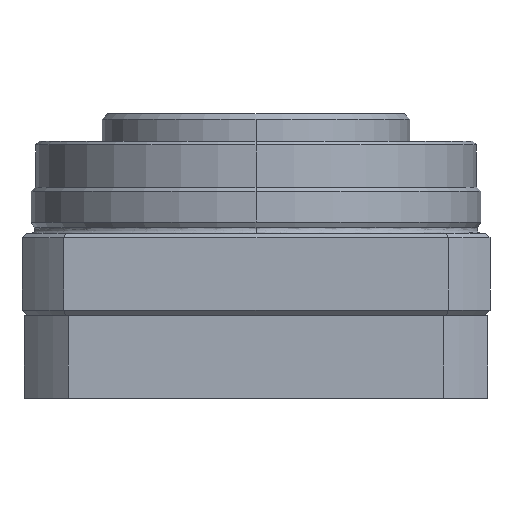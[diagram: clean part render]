
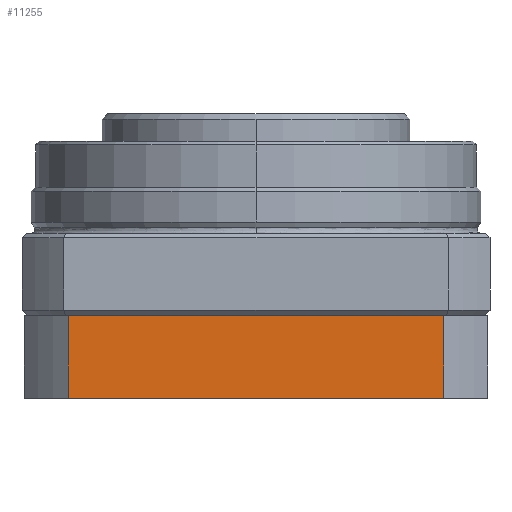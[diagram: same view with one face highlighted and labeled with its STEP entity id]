
A CAD part, left-side view. The second image highlights one B-rep face of the part: STEP entity #11255.
In plain terms, the highlighted planar face has unit normal (-1, 0, 0).
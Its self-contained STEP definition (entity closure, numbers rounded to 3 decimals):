
#1099 = DIRECTION ( 'NONE',  ( 0., 0., 1. ) ) ;
#2245 = CARTESIAN_POINT ( 'NONE',  ( -25.25, -20.462, 2.8 ) ) ;
#2306 = LINE ( 'NONE', #24076, #12950 ) ;
#3227 = CARTESIAN_POINT ( 'NONE',  ( -25.25, -20.462, -6.2 ) ) ;
#4177 = DIRECTION ( 'NONE',  ( 0., 0., -1. ) ) ;
#5050 = LINE ( 'NONE', #7017, #29377 ) ;
#5627 = VERTEX_POINT ( 'NONE', #3227 ) ;
#6176 = DIRECTION ( 'NONE',  ( -1., 0., 0. ) ) ;
#6226 = ORIENTED_EDGE ( 'NONE', *, *, #30188, .F. ) ;
#6553 = EDGE_CURVE ( 'NONE', #5627, #20184, #2306, .T. ) ;
#7017 = CARTESIAN_POINT ( 'NONE',  ( -25.25, -20.462, -7.2 ) ) ;
#8228 = EDGE_LOOP ( 'NONE', ( #30896, #24505, #30407, #6226 ) ) ;
#8909 = FACE_OUTER_BOUND ( 'NONE', #8228, .T. ) ;
#9878 = CARTESIAN_POINT ( 'NONE',  ( -25.25, -25.25, 2.8 ) ) ;
#9981 = LINE ( 'NONE', #9878, #28593 ) ;
#11067 = CARTESIAN_POINT ( 'NONE',  ( -25.25, -25.25, -6.2 ) ) ;
#11255 = ADVANCED_FACE ( 'NONE', ( #8909 ), #19989, .T. ) ;
#11764 = VERTEX_POINT ( 'NONE', #15372 ) ;
#11845 = VECTOR ( 'NONE', #13577, 1000. ) ;
#12307 = DIRECTION ( 'NONE',  ( 0., 1., 0. ) ) ;
#12950 = VECTOR ( 'NONE', #29087, 1000. ) ;
#13577 = DIRECTION ( 'NONE',  ( 0., 0., 1. ) ) ;
#13643 = CARTESIAN_POINT ( 'NONE',  ( -25.25, 20.462, -6.2 ) ) ;
#15372 = CARTESIAN_POINT ( 'NONE',  ( -25.25, 20.462, 2.8 ) ) ;
#16874 = EDGE_CURVE ( 'NONE', #18829, #11764, #9981, .T. ) ;
#18829 = VERTEX_POINT ( 'NONE', #2245 ) ;
#19989 = PLANE ( 'NONE',  #21958 ) ;
#20184 = VERTEX_POINT ( 'NONE', #13643 ) ;
#21958 = AXIS2_PLACEMENT_3D ( 'NONE', #11067, #6176, #1099 ) ;
#22114 = EDGE_CURVE ( 'NONE', #20184, #11764, #24389, .T. ) ;
#24076 = CARTESIAN_POINT ( 'NONE',  ( -25.25, 0., -6.2 ) ) ;
#24389 = LINE ( 'NONE', #30668, #11845 ) ;
#24505 = ORIENTED_EDGE ( 'NONE', *, *, #22114, .F. ) ;
#28593 = VECTOR ( 'NONE', #12307, 1000. ) ;
#29087 = DIRECTION ( 'NONE',  ( 0., 1., 0. ) ) ;
#29377 = VECTOR ( 'NONE', #4177, 1000. ) ;
#30188 = EDGE_CURVE ( 'NONE', #18829, #5627, #5050, .T. ) ;
#30407 = ORIENTED_EDGE ( 'NONE', *, *, #6553, .F. ) ;
#30668 = CARTESIAN_POINT ( 'NONE',  ( -25.25, 20.462, -7.2 ) ) ;
#30896 = ORIENTED_EDGE ( 'NONE', *, *, #16874, .T. ) ;
